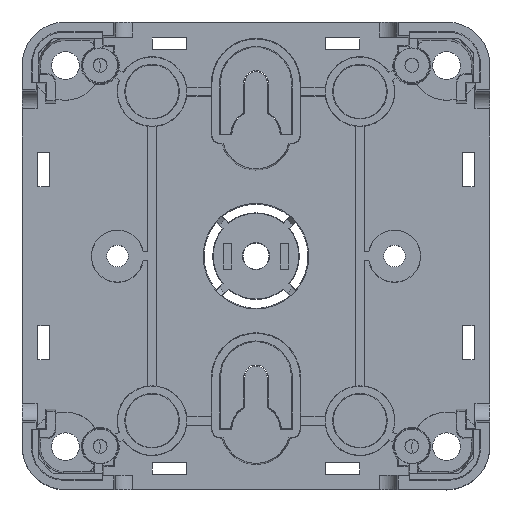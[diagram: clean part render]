
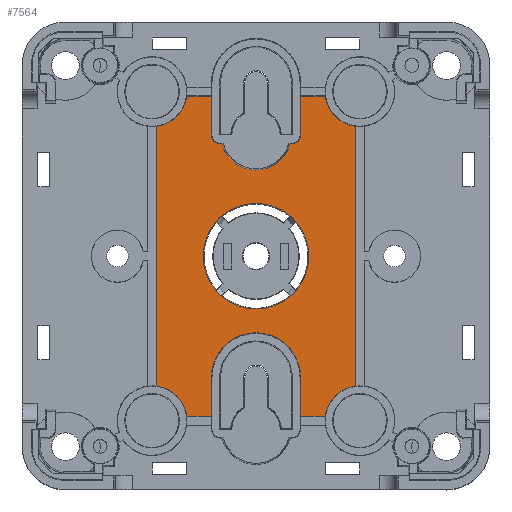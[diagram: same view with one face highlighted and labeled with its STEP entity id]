
A CAD part, top view. The second image highlights one B-rep face of the part: STEP entity #7564.
In plain terms, the highlighted planar face has unit normal (0, 0, 1).
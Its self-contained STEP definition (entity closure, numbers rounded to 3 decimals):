
#105=DIRECTION('',(1.,0.,0.));
#106=VECTOR('',#105,0.225);
#107=CARTESIAN_POINT('',(3.927,13.,2.));
#108=LINE('',#107,#106);
#113=DIRECTION('',(0.,-1.,0.));
#114=VECTOR('',#113,4.483);
#115=CARTESIAN_POINT('',(5.153,18.483,2.));
#116=LINE('',#115,#114);
#117=CARTESIAN_POINT('',(12.,19.,2.));
#118=DIRECTION('',(0.,0.,-1.));
#119=DIRECTION('',(-0.128,-0.992,0.));
#120=AXIS2_PLACEMENT_3D('',#117,#118,#119);
#122=CARTESIAN_POINT('',(12.,-19.,2.));
#123=DIRECTION('',(0.,0.,-1.));
#124=DIRECTION('',(-0.992,0.128,0.));
#125=AXIS2_PLACEMENT_3D('',#122,#123,#124);
#127=DIRECTION('',(0.,-1.,0.));
#128=VECTOR('',#127,4.483);
#129=CARTESIAN_POINT('',(5.153,-14.,2.));
#130=LINE('',#129,#128);
#131=CARTESIAN_POINT('',(0.,-14.,2.));
#132=DIRECTION('',(0.,0.,-1.));
#133=DIRECTION('',(-1.,0.,0.));
#134=AXIS2_PLACEMENT_3D('',#131,#132,#133);
#136=DIRECTION('',(0.,1.,0.));
#137=VECTOR('',#136,4.483);
#138=CARTESIAN_POINT('',(-5.153,-18.483,2.));
#139=LINE('',#138,#137);
#140=DIRECTION('',(1.,0.,0.));
#141=VECTOR('',#140,2.846);
#142=CARTESIAN_POINT('',(-7.998,-18.483,2.));
#143=LINE('',#142,#141);
#144=CARTESIAN_POINT('',(-12.,-19.,2.));
#145=DIRECTION('',(0.,0.,-1.));
#146=DIRECTION('',(0.128,0.992,0.));
#147=AXIS2_PLACEMENT_3D('',#144,#145,#146);
#149=CARTESIAN_POINT('',(-12.,19.,2.));
#150=DIRECTION('',(0.,0.,-1.));
#151=DIRECTION('',(0.992,-0.128,0.));
#152=AXIS2_PLACEMENT_3D('',#149,#150,#151);
#154=DIRECTION('',(-1.,0.,0.));
#155=VECTOR('',#154,2.846);
#156=CARTESIAN_POINT('',(-5.153,18.483,2.));
#157=LINE('',#156,#155);
#158=DIRECTION('',(0.,1.,0.));
#159=VECTOR('',#158,4.483);
#160=CARTESIAN_POINT('',(-5.153,14.,2.));
#161=LINE('',#160,#159);
#162=DIRECTION('',(-1.,0.,0.));
#163=VECTOR('',#162,0.225);
#164=CARTESIAN_POINT('',(-3.927,13.,2.));
#165=LINE('',#164,#163);
#166=CARTESIAN_POINT('',(0.,14.,2.));
#167=DIRECTION('',(0.,0.,-1.));
#168=DIRECTION('',(0.969,-0.247,0.));
#169=AXIS2_PLACEMENT_3D('',#166,#167,#168);
#171=CARTESIAN_POINT('',(0.,0.,2.));
#172=DIRECTION('',(0.,0.,-1.));
#173=DIRECTION('',(-1.,0.,0.));
#174=AXIS2_PLACEMENT_3D('',#171,#172,#173);
#176=CARTESIAN_POINT('',(0.,0.,2.));
#177=DIRECTION('',(0.,0.,-1.));
#178=DIRECTION('',(1.,0.,0.));
#179=AXIS2_PLACEMENT_3D('',#176,#177,#178);
#2512=DIRECTION('',(0.,1.,0.));
#2513=VECTOR('',#2512,29.997);
#2514=CARTESIAN_POINT('',(-11.483,-14.998,2.));
#2515=LINE('',#2514,#2513);
#3379=DIRECTION('',(1.,0.,0.));
#3380=VECTOR('',#3379,2.846);
#3381=CARTESIAN_POINT('',(5.153,18.483,2.));
#3382=LINE('',#3381,#3380);
#4178=CARTESIAN_POINT('',(11.483,-14.998,2.));
#4183=DIRECTION('',(0.,-1.,0.));
#4184=VECTOR('',#4183,29.997);
#4185=CARTESIAN_POINT('',(11.483,14.998,2.));
#4186=LINE('',#4185,#4184);
#4190=CARTESIAN_POINT('',(11.483,14.998,2.));
#4939=CARTESIAN_POINT('',(7.998,-18.483,2.));
#4949=DIRECTION('',(-1.,0.,0.));
#4950=VECTOR('',#4949,2.846);
#4951=CARTESIAN_POINT('',(7.998,-18.483,2.));
#4952=LINE('',#4951,#4950);
#5690=CARTESIAN_POINT('',(-5.153,14.,2.));
#5691=CARTESIAN_POINT('',(-5.153,13.833,2.));
#5692=CARTESIAN_POINT('',(-5.08,13.572,2.));
#5693=CARTESIAN_POINT('',(-4.874,13.278,2.));
#5694=CARTESIAN_POINT('',(-4.58,13.072,2.));
#5695=CARTESIAN_POINT('',(-4.319,13.,2.));
#5696=CARTESIAN_POINT('',(-4.152,13.,2.));
#5744=CARTESIAN_POINT('',(4.152,13.,2.));
#5745=CARTESIAN_POINT('',(4.319,13.,2.));
#5746=CARTESIAN_POINT('',(4.58,13.072,2.));
#5747=CARTESIAN_POINT('',(4.874,13.278,2.));
#5748=CARTESIAN_POINT('',(5.08,13.572,2.));
#5749=CARTESIAN_POINT('',(5.153,13.833,2.));
#5750=CARTESIAN_POINT('',(5.153,14.,2.));
#5772=CARTESIAN_POINT('',(3.927,13.,2.));
#5773=CARTESIAN_POINT('',(-3.927,13.,2.));
#5774=VERTEX_POINT('',#5772);
#5775=VERTEX_POINT('',#5773);
#6241=VERTEX_POINT('',#4939);
#6242=CARTESIAN_POINT('',(5.153,-18.483,2.));
#6243=VERTEX_POINT('',#6242);
#6246=CARTESIAN_POINT('',(5.153,-14.,2.));
#6247=VERTEX_POINT('',#6246);
#6248=CARTESIAN_POINT('',(-5.153,-14.,2.));
#6249=VERTEX_POINT('',#6248);
#6252=CARTESIAN_POINT('',(-5.153,-18.483,2.));
#6253=VERTEX_POINT('',#6252);
#6254=CARTESIAN_POINT('',(-7.998,-18.483,2.));
#6255=VERTEX_POINT('',#6254);
#6296=VERTEX_POINT('',#4178);
#6304=CARTESIAN_POINT('',(-11.483,-14.998,2.));
#6305=VERTEX_POINT('',#6304);
#6462=VERTEX_POINT('',#4190);
#6464=CARTESIAN_POINT('',(-11.483,14.998,2.));
#6465=VERTEX_POINT('',#6464);
#6469=CARTESIAN_POINT('',(5.153,18.483,2.));
#6470=CARTESIAN_POINT('',(5.153,14.,2.));
#6471=VERTEX_POINT('',#6469);
#6472=VERTEX_POINT('',#6470);
#6473=VERTEX_POINT('',#5744);
#6474=CARTESIAN_POINT('',(-4.152,13.,2.));
#6475=VERTEX_POINT('',#6474);
#6476=VERTEX_POINT('',#5690);
#6477=CARTESIAN_POINT('',(-5.153,18.483,2.));
#6478=VERTEX_POINT('',#6477);
#6479=CARTESIAN_POINT('',(-7.998,18.483,2.));
#6480=VERTEX_POINT('',#6479);
#6481=CARTESIAN_POINT('',(7.998,18.483,2.));
#6482=VERTEX_POINT('',#6481);
#7161=CARTESIAN_POINT('',(6.094,0.,2.));
#7162=CARTESIAN_POINT('',(-6.094,0.,2.));
#7163=VERTEX_POINT('',#7161);
#7164=VERTEX_POINT('',#7162);
#7512=CARTESIAN_POINT('',(22.,22.,2.));
#7513=DIRECTION('',(0.,0.,-1.));
#7514=DIRECTION('',(-1.,0.,0.));
#7515=AXIS2_PLACEMENT_3D('',#7512,#7513,#7514);
#7516=PLANE('',#7515);
#7518=ORIENTED_EDGE('',*,*,#7517,.F.);
#7520=ORIENTED_EDGE('',*,*,#7519,.T.);
#7522=ORIENTED_EDGE('',*,*,#7521,.F.);
#7524=ORIENTED_EDGE('',*,*,#7523,.T.);
#7526=ORIENTED_EDGE('',*,*,#7525,.F.);
#7528=ORIENTED_EDGE('',*,*,#7527,.T.);
#7530=ORIENTED_EDGE('',*,*,#7529,.F.);
#7532=ORIENTED_EDGE('',*,*,#7531,.F.);
#7534=ORIENTED_EDGE('',*,*,#7533,.F.);
#7536=ORIENTED_EDGE('',*,*,#7535,.F.);
#7538=ORIENTED_EDGE('',*,*,#7537,.F.);
#7540=ORIENTED_EDGE('',*,*,#7539,.T.);
#7542=ORIENTED_EDGE('',*,*,#7541,.F.);
#7544=ORIENTED_EDGE('',*,*,#7543,.F.);
#7546=ORIENTED_EDGE('',*,*,#7545,.F.);
#7548=ORIENTED_EDGE('',*,*,#7547,.T.);
#7550=ORIENTED_EDGE('',*,*,#7549,.F.);
#7552=ORIENTED_EDGE('',*,*,#7551,.F.);
#7553=ORIENTED_EDGE('',*,*,#7502,.T.);
#7555=ORIENTED_EDGE('',*,*,#7554,.T.);
#7556=EDGE_LOOP('',(#7518,#7520,#7522,#7524,#7526,#7528,#7530,#7532,#7534,#7536,
#7538,#7540,#7542,#7544,#7546,#7548,#7550,#7552,#7553,#7555));
#7557=FACE_OUTER_BOUND('',#7556,.F.);
#7559=ORIENTED_EDGE('',*,*,#7558,.F.);
#7561=ORIENTED_EDGE('',*,*,#7560,.F.);
#7562=EDGE_LOOP('',(#7559,#7561));
#7563=FACE_BOUND('',#7562,.F.);
#7564=ADVANCED_FACE('',(#7557,#7563),#7516,.F.);
#121=CIRCLE('',#120,4.035);
#126=CIRCLE('',#125,4.035);
#135=CIRCLE('',#134,5.153);
#148=CIRCLE('',#147,4.035);
#153=CIRCLE('',#152,4.035);
#170=CIRCLE('',#169,4.052);
#175=CIRCLE('',#174,6.094);
#180=CIRCLE('',#179,6.094);
#5697=B_SPLINE_CURVE_WITH_KNOTS('',3,(#5690,#5691,#5692,#5693,#5694,#5695,
#5696),.UNSPECIFIED.,.F.,.F.,(4,1,1,1,4),(0.,0.25,0.5,0.75,1.),
.UNSPECIFIED.);
#5751=B_SPLINE_CURVE_WITH_KNOTS('',3,(#5744,#5745,#5746,#5747,#5748,#5749,
#5750),.UNSPECIFIED.,.F.,.F.,(4,1,1,1,4),(0.,0.25,0.5,0.75,1.),
.UNSPECIFIED.);
#7502=EDGE_CURVE('',#5774,#6473,#108,.T.);
#7517=EDGE_CURVE('',#6471,#6472,#116,.T.);
#7519=EDGE_CURVE('',#6471,#6482,#3382,.T.);
#7521=EDGE_CURVE('',#6462,#6482,#121,.T.);
#7523=EDGE_CURVE('',#6462,#6296,#4186,.T.);
#7525=EDGE_CURVE('',#6241,#6296,#126,.T.);
#7527=EDGE_CURVE('',#6241,#6243,#4952,.T.);
#7529=EDGE_CURVE('',#6247,#6243,#130,.T.);
#7531=EDGE_CURVE('',#6249,#6247,#135,.T.);
#7533=EDGE_CURVE('',#6253,#6249,#139,.T.);
#7535=EDGE_CURVE('',#6255,#6253,#143,.T.);
#7537=EDGE_CURVE('',#6305,#6255,#148,.T.);
#7539=EDGE_CURVE('',#6305,#6465,#2515,.T.);
#7541=EDGE_CURVE('',#6480,#6465,#153,.T.);
#7543=EDGE_CURVE('',#6478,#6480,#157,.T.);
#7545=EDGE_CURVE('',#6476,#6478,#161,.T.);
#7547=EDGE_CURVE('',#6476,#6475,#5697,.T.);
#7549=EDGE_CURVE('',#5775,#6475,#165,.T.);
#7551=EDGE_CURVE('',#5774,#5775,#170,.T.);
#7554=EDGE_CURVE('',#6473,#6472,#5751,.T.);
#7558=EDGE_CURVE('',#7164,#7163,#175,.T.);
#7560=EDGE_CURVE('',#7163,#7164,#180,.T.);
